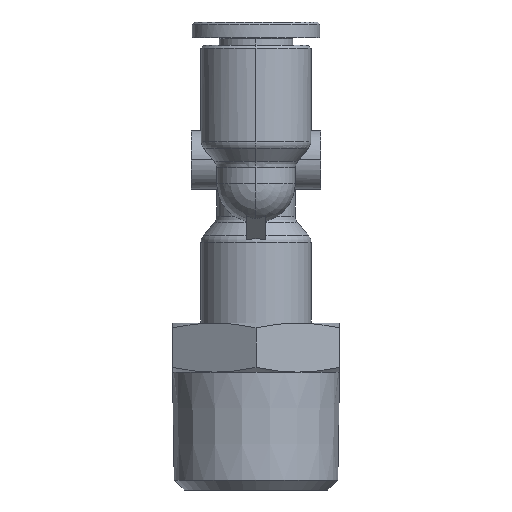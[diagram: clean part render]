
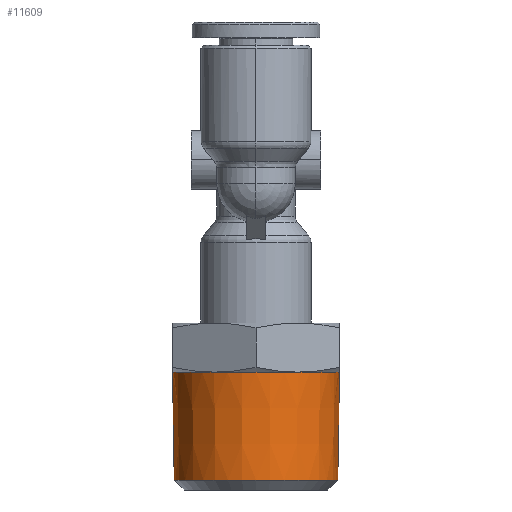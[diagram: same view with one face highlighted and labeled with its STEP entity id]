
A CAD part, left-side view. The second image highlights one B-rep face of the part: STEP entity #11609.
In plain terms, the highlighted conical face has half-angle 0.895 degrees and reference radius 8.406 mm.
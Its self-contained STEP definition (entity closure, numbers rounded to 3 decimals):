
#2866=CARTESIAN_POINT('',(23.982,-8.328,5.484));
#2867=VERTEX_POINT('',#2866);
#2868=CARTESIAN_POINT('',(12.982,-8.5,5.484));
#2869=VERTEX_POINT('',#2868);
#2870=CARTESIAN_POINT('',(23.982,-8.328,5.484));
#2871=DIRECTION('',(-1.,-0.016,0.));
#2872=VECTOR('',#2871,11.001);
#2873=LINE('',#2870,#2872);
#2874=EDGE_CURVE('',#2867,#2869,#2873,.T.);
#2876=CARTESIAN_POINT('',(23.982,8.328,5.484));
#2877=VERTEX_POINT('',#2876);
#2885=CARTESIAN_POINT('',(12.982,8.5,5.484));
#2886=VERTEX_POINT('',#2885);
#2887=CARTESIAN_POINT('',(12.982,8.5,5.484));
#2888=DIRECTION('',(1.,-0.016,0.));
#2889=VECTOR('',#2888,11.001);
#2890=LINE('',#2887,#2889);
#2891=EDGE_CURVE('',#2886,#2877,#2890,.T.);
#2949=CARTESIAN_POINT('',(23.982,0.,5.484));
#2950=DIRECTION('',(1.0,0.0,0.0));
#2951=DIRECTION('',(0.0,1.0,0.0));
#2952=AXIS2_PLACEMENT_3D('',#2949,#2950,#2951);
#2953=CIRCLE('',#2952,8.328);
#2954=EDGE_CURVE('',#2867,#2877,#2953,.T.);
#11057=CARTESIAN_POINT('',(12.982,-4.25,-1.877));
#11058=VERTEX_POINT('',#11057);
#11072=CARTESIAN_POINT('',(12.982,0.,5.484));
#11073=DIRECTION('',(-1.0,0.0,0.0));
#11074=DIRECTION('',(0.0,-1.0,0.0));
#11075=AXIS2_PLACEMENT_3D('',#11072,#11073,#11074);
#11076=CIRCLE('',#11075,8.5);
#11077=EDGE_CURVE('',#11058,#2869,#11076,.T.);
#11213=CARTESIAN_POINT('',(12.982,4.25,-1.877));
#11214=VERTEX_POINT('',#11213);
#11215=CARTESIAN_POINT('',(12.982,0.,5.484));
#11216=DIRECTION('',(-1.0,0.0,0.0));
#11217=DIRECTION('',(0.0,-1.0,0.0));
#11218=AXIS2_PLACEMENT_3D('',#11215,#11216,#11217);
#11219=CIRCLE('',#11218,8.5);
#11220=EDGE_CURVE('',#2886,#11214,#11219,.T.);
#11258=CARTESIAN_POINT('',(12.982,0.,5.484));
#11259=DIRECTION('',(-1.0,0.0,0.0));
#11260=DIRECTION('',(0.0,-1.0,0.0));
#11261=AXIS2_PLACEMENT_3D('',#11258,#11259,#11260);
#11262=CIRCLE('',#11261,8.5);
#11263=EDGE_CURVE('',#11214,#11058,#11262,.T.);
#11596=CARTESIAN_POINT('',(18.982,0.,5.484));
#11597=DIRECTION('',(-1.0,0.,0.));
#11598=DIRECTION('',(0.0,-1.0,0.0));
#11599=AXIS2_PLACEMENT_3D('',#11596,#11597,#11598);
#11600=CONICAL_SURFACE('',#11599,8.406,0.895);
#11601=ORIENTED_EDGE('',*,*,#2874,.T.);
#11602=ORIENTED_EDGE('',*,*,#11077,.F.);
#11603=ORIENTED_EDGE('',*,*,#11263,.F.);
#11604=ORIENTED_EDGE('',*,*,#11220,.F.);
#11605=ORIENTED_EDGE('',*,*,#2891,.T.);
#11606=ORIENTED_EDGE('',*,*,#2954,.F.);
#11607=EDGE_LOOP('',(#11601,#11602,#11603,#11604,#11605,#11606));
#11608=FACE_OUTER_BOUND('',#11607,.T.);
#11609=ADVANCED_FACE('',(#11608),#11600,.T.);
